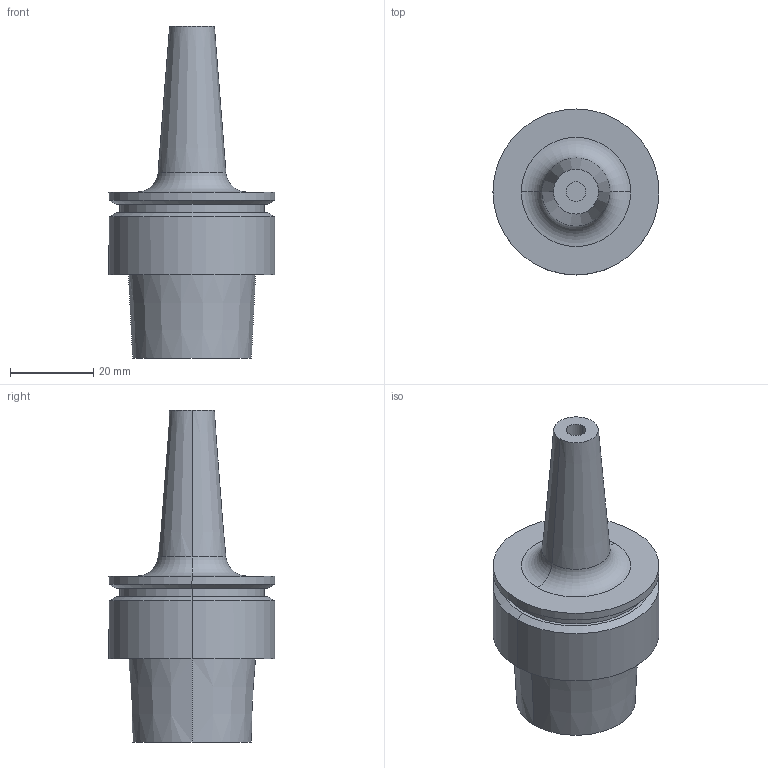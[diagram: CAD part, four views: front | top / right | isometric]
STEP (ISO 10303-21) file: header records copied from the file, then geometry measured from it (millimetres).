
FILE_DESCRIPTION (( 'STEP AP203' ), '1' );
FILE_NAME ('STP-SATE-99538.STEP', '2019-05-06T05:32:49', ( '' ), ( '' ), 'SwSTEP 2.0', 'SolidWorks 2017', '' );
FILE_SCHEMA (( 'CONFIG_CONTROL_DESIGN' ));
Length unit declared in the file: millimetre
Products named in the file (1): STP-SATE-99538
Bounding box: 40 x 40 x 80 mm (x, y, z)
Volume: 32747.3 mm3; surface area: 11211.3 mm2
Topology: 1 solids, 1 shells, 41 faces, 80 edges, 48 vertices
Faces by surface type: cylinder 16, cone 12, plane 9, torus 4
Entity records: 1135 total; most frequent: DIRECTION 216, CARTESIAN_POINT 170, ORIENTED_EDGE 160, AXIS2_PLACEMENT_3D 94, EDGE_CURVE 80, CIRCLE 52, EDGE_LOOP 48, VERTEX_POINT 48
